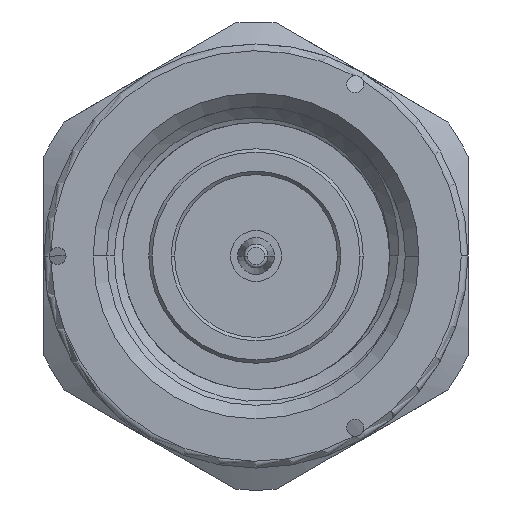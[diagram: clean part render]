
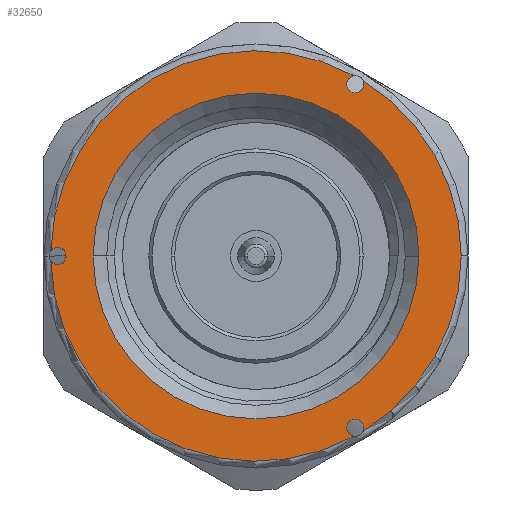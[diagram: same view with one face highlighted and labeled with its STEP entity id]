
A CAD part, left-side view. The second image highlights one B-rep face of the part: STEP entity #32650.
In plain terms, the highlighted planar face has unit normal (-1, 0, 0).
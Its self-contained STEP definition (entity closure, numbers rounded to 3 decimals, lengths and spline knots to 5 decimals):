
#2105 = DIRECTION ( 'NONE',  ( 0., 0.5, -0.866 ) ) ;
#2722 = ORIENTED_EDGE ( 'NONE', *, *, #105490, .F. ) ;
#6000 = CIRCLE ( 'NONE', #193593, 0.0125 ) ;
#6834 = FACE_OUTER_BOUND ( 'NONE', #185391, .T. ) ;
#7261 = CARTESIAN_POINT ( 'NONE',  ( 0., 0., 0. ) ) ;
#8869 = CARTESIAN_POINT ( 'NONE',  ( 0., -0.13375, -0.25331 ) ) ;
#9343 = VERTEX_POINT ( 'NONE', #64841 ) ;
#10989 = VERTEX_POINT ( 'NONE', #19287 ) ;
#11010 = CIRCLE ( 'NONE', #37097, 0.3025 ) ;
#14252 = DIRECTION ( 'NONE',  ( 1., 0., 0. ) ) ;
#16879 = DIRECTION ( 'NONE',  ( 0., -1., 0. ) ) ;
#19287 = CARTESIAN_POINT ( 'NONE',  ( 0., -0.15781, -0.25808 ) ) ;
#19467 = DIRECTION ( 'NONE',  ( 0., 1., 0. ) ) ;
#19831 = CIRCLE ( 'NONE', #126837, 0.0125 ) ;
#21909 = CARTESIAN_POINT ( 'NONE',  ( 0., -0.15781, 0.25808 ) ) ;
#22105 = VERTEX_POINT ( 'NONE', #170087 ) ;
#24744 = ORIENTED_EDGE ( 'NONE', *, *, #139710, .F. ) ;
#27145 = CARTESIAN_POINT ( 'NONE',  ( 0., -0.3025, 0. ) ) ;
#29351 = DIRECTION ( 'NONE',  ( 0., 1., 0. ) ) ;
#30505 = DIRECTION ( 'NONE',  ( -1., 0., 0. ) ) ;
#30663 = ORIENTED_EDGE ( 'NONE', *, *, #54041, .T. ) ;
#32650 = ADVANCED_FACE ( 'NONE', ( #81961, #6834 ), #196418, .F. ) ;
#33297 = CARTESIAN_POINT ( 'NONE',  ( 0., -0.14625, 0.25331 ) ) ;
#34949 = CARTESIAN_POINT ( 'NONE',  ( 0., -0.13375, 0.25331 ) ) ;
#37097 = AXIS2_PLACEMENT_3D ( 'NONE', #7261, #146444, #132760 ) ;
#38878 = ORIENTED_EDGE ( 'NONE', *, *, #177056, .F. ) ;
#43040 = CIRCLE ( 'NONE', #142015, 0.0125 ) ;
#45209 = DIRECTION ( 'NONE',  ( -1., 0., 0. ) ) ;
#47436 = CARTESIAN_POINT ( 'NONE',  ( 0., 0.2925, 0. ) ) ;
#47471 = EDGE_LOOP ( 'NONE', ( #153501, #53906 ) ) ;
#48081 = CIRCLE ( 'NONE', #119419, 0.0125 ) ;
#48795 = DIRECTION ( 'NONE',  ( -1., 0., 0. ) ) ;
#48839 = CARTESIAN_POINT ( 'NONE',  ( 0., -0.1446, 0.2657 ) ) ;
#49062 = CIRCLE ( 'NONE', #166830, 0.0125 ) ;
#50309 = CARTESIAN_POINT ( 'NONE',  ( 0., 0., 0. ) ) ;
#51657 = DIRECTION ( 'NONE',  ( 0., 0.5, -0.866 ) ) ;
#52961 = CARTESIAN_POINT ( 'NONE',  ( 0., -0.15875, 0.25331 ) ) ;
#53906 = ORIENTED_EDGE ( 'NONE', *, *, #175516, .T. ) ;
#54041 = EDGE_CURVE ( 'NONE', #123628, #156554, #114349, .T. ) ;
#55394 = CARTESIAN_POINT ( 'NONE',  ( 0., 0., 0. ) ) ;
#58378 = DIRECTION ( 'NONE',  ( -1., 0., 0. ) ) ;
#59325 = VERTEX_POINT ( 'NONE', #34949 ) ;
#60927 = AXIS2_PLACEMENT_3D ( 'NONE', #107357, #185566, #29351 ) ;
#63699 = ORIENTED_EDGE ( 'NONE', *, *, #93598, .T. ) ;
#64116 = VERTEX_POINT ( 'NONE', #148019 ) ;
#64841 = CARTESIAN_POINT ( 'NONE',  ( 0., 0.28, 0. ) ) ;
#65482 = EDGE_CURVE ( 'NONE', #10989, #123628, #85912, .T. ) ;
#68764 = CIRCLE ( 'NONE', #166188, 0.0125 ) ;
#70958 = CARTESIAN_POINT ( 'NONE',  ( 0., -0.14625, -0.25331 ) ) ;
#72442 = CIRCLE ( 'NONE', #134812, 0.0125 ) ;
#75636 = ORIENTED_EDGE ( 'NONE', *, *, #65482, .T. ) ;
#76575 = VERTEX_POINT ( 'NONE', #183447 ) ;
#78297 = CARTESIAN_POINT ( 'NONE',  ( 0., 0.24, 0. ) ) ;
#81961 = FACE_BOUND ( 'NONE', #47471, .T. ) ;
#82122 = DIRECTION ( 'NONE',  ( 1., 0., 0. ) ) ;
#84547 = EDGE_CURVE ( 'NONE', #10989, #76575, #72442, .T. ) ;
#85043 = AXIS2_PLACEMENT_3D ( 'NONE', #170421, #30505, #107194 ) ;
#85564 = CIRCLE ( 'NONE', #97655, 0.24 ) ;
#85912 = CIRCLE ( 'NONE', #154143, 0.3025 ) ;
#88806 = CARTESIAN_POINT ( 'NONE',  ( 0., -0.14625, -0.25331 ) ) ;
#93491 = AXIS2_PLACEMENT_3D ( 'NONE', #170107, #45209, #168142 ) ;
#93598 = EDGE_CURVE ( 'NONE', #191873, #64116, #11010, .T. ) ;
#96735 = DIRECTION ( 'NONE',  ( -1., 0., 0. ) ) ;
#97655 = AXIS2_PLACEMENT_3D ( 'NONE', #50309, #82122, #192831 ) ;
#98244 = AXIS2_PLACEMENT_3D ( 'NONE', #107154, #14252, #122773 ) ;
#100089 = DIRECTION ( 'NONE',  ( 0., 0.5, 0.866 ) ) ;
#101437 = DIRECTION ( 'NONE',  ( 0., 1., 0. ) ) ;
#105490 = EDGE_CURVE ( 'NONE', #125445, #156554, #68764, .T. ) ;
#106638 = VERTEX_POINT ( 'NONE', #8869 ) ;
#107154 = CARTESIAN_POINT ( 'NONE',  ( 0., 0., 0. ) ) ;
#107194 = DIRECTION ( 'NONE',  ( 0., 1., 0. ) ) ;
#107357 = CARTESIAN_POINT ( 'NONE',  ( 0., 0.27, 0. ) ) ;
#111302 = DIRECTION ( 'NONE',  ( -1., 0., 0. ) ) ;
#114349 = CIRCLE ( 'NONE', #85043, 0.3025 ) ;
#119419 = AXIS2_PLACEMENT_3D ( 'NONE', #88806, #58378, #167704 ) ;
#120291 = EDGE_CURVE ( 'NONE', #106638, #64116, #48081, .T. ) ;
#121690 = CARTESIAN_POINT ( 'NONE',  ( 0., -0.14625, 0.25331 ) ) ;
#122773 = DIRECTION ( 'NONE',  ( 0., 1., 0. ) ) ;
#123628 = VERTEX_POINT ( 'NONE', #27145 ) ;
#125445 = VERTEX_POINT ( 'NONE', #52961 ) ;
#125559 = EDGE_CURVE ( 'NONE', #76575, #106638, #43040, .T. ) ;
#126837 = AXIS2_PLACEMENT_3D ( 'NONE', #121690, #152974, #188924 ) ;
#127957 = DIRECTION ( 'NONE',  ( 0., 0.5, 0.866 ) ) ;
#129625 = DIRECTION ( 'NONE',  ( -1., 0., 0. ) ) ;
#129973 = DIRECTION ( 'NONE',  ( -1., 0., 0. ) ) ;
#130850 = EDGE_CURVE ( 'NONE', #174433, #59325, #6000, .T. ) ;
#132037 = DIRECTION ( 'NONE',  ( -1., 0., 0. ) ) ;
#132760 = DIRECTION ( 'NONE',  ( 0., 1., 0. ) ) ;
#133586 = ORIENTED_EDGE ( 'NONE', *, *, #130850, .F. ) ;
#134812 = AXIS2_PLACEMENT_3D ( 'NONE', #191186, #129973, #127957 ) ;
#139710 = EDGE_CURVE ( 'NONE', #59325, #125445, #19831, .T. ) ;
#140197 = CARTESIAN_POINT ( 'NONE',  ( 0., 0.3024, -0.00763 ) ) ;
#140312 = EDGE_CURVE ( 'NONE', #160603, #184033, #163264, .T. ) ;
#142015 = AXIS2_PLACEMENT_3D ( 'NONE', #70958, #146351, #100089 ) ;
#144634 = CARTESIAN_POINT ( 'NONE',  ( 0., -0.14625, 0.25331 ) ) ;
#146351 = DIRECTION ( 'NONE',  ( -1., 0., 0. ) ) ;
#146444 = DIRECTION ( 'NONE',  ( -1., 0., 0. ) ) ;
#148019 = CARTESIAN_POINT ( 'NONE',  ( 0., -0.1446, -0.2657 ) ) ;
#152974 = DIRECTION ( 'NONE',  ( -1., 0., 0. ) ) ;
#153501 = ORIENTED_EDGE ( 'NONE', *, *, #140312, .T. ) ;
#154143 = AXIS2_PLACEMENT_3D ( 'NONE', #189910, #96735, #19467 ) ;
#156096 = AXIS2_PLACEMENT_3D ( 'NONE', #55394, #132037, #101437 ) ;
#156554 = VERTEX_POINT ( 'NONE', #21909 ) ;
#159103 = ORIENTED_EDGE ( 'NONE', *, *, #162447, .F. ) ;
#160603 = VERTEX_POINT ( 'NONE', #169305 ) ;
#161222 = ORIENTED_EDGE ( 'NONE', *, *, #120291, .F. ) ;
#162447 = EDGE_CURVE ( 'NONE', #191873, #9343, #191047, .T. ) ;
#163264 = CIRCLE ( 'NONE', #98244, 0.24 ) ;
#166188 = AXIS2_PLACEMENT_3D ( 'NONE', #144634, #129625, #51657 ) ;
#166830 = AXIS2_PLACEMENT_3D ( 'NONE', #47436, #48795, #16879 ) ;
#167704 = DIRECTION ( 'NONE',  ( 0., 0.5, 0.866 ) ) ;
#168142 = DIRECTION ( 'NONE',  ( 0., -1., 0. ) ) ;
#169305 = CARTESIAN_POINT ( 'NONE',  ( 0., -0.24, 0. ) ) ;
#170087 = CARTESIAN_POINT ( 'NONE',  ( 0., 0.3024, 0.00763 ) ) ;
#170107 = CARTESIAN_POINT ( 'NONE',  ( 0., 0.2925, 0. ) ) ;
#170421 = CARTESIAN_POINT ( 'NONE',  ( 0., 0., 0. ) ) ;
#173713 = EDGE_CURVE ( 'NONE', #174433, #22105, #175748, .T. ) ;
#174433 = VERTEX_POINT ( 'NONE', #48839 ) ;
#175516 = EDGE_CURVE ( 'NONE', #184033, #160603, #85564, .T. ) ;
#175748 = CIRCLE ( 'NONE', #156096, 0.3025 ) ;
#177056 = EDGE_CURVE ( 'NONE', #9343, #22105, #49062, .T. ) ;
#182008 = ORIENTED_EDGE ( 'NONE', *, *, #84547, .F. ) ;
#183447 = CARTESIAN_POINT ( 'NONE',  ( 0., -0.15875, -0.25331 ) ) ;
#184033 = VERTEX_POINT ( 'NONE', #78297 ) ;
#185391 = EDGE_LOOP ( 'NONE', ( #75636, #30663, #2722, #24744, #133586, #196617, #38878, #159103, #63699, #161222, #197784, #182008 ) ) ;
#185566 = DIRECTION ( 'NONE',  ( 1., 0., 0. ) ) ;
#188924 = DIRECTION ( 'NONE',  ( 0., 0.5, -0.866 ) ) ;
#189910 = CARTESIAN_POINT ( 'NONE',  ( 0., 0., 0. ) ) ;
#191047 = CIRCLE ( 'NONE', #93491, 0.0125 ) ;
#191186 = CARTESIAN_POINT ( 'NONE',  ( 0., -0.14625, -0.25331 ) ) ;
#191873 = VERTEX_POINT ( 'NONE', #140197 ) ;
#192831 = DIRECTION ( 'NONE',  ( 0., 1., 0. ) ) ;
#193593 = AXIS2_PLACEMENT_3D ( 'NONE', #33297, #111302, #2105 ) ;
#196418 = PLANE ( 'NONE',  #60927 ) ;
#196617 = ORIENTED_EDGE ( 'NONE', *, *, #173713, .T. ) ;
#197784 = ORIENTED_EDGE ( 'NONE', *, *, #125559, .F. ) ;
